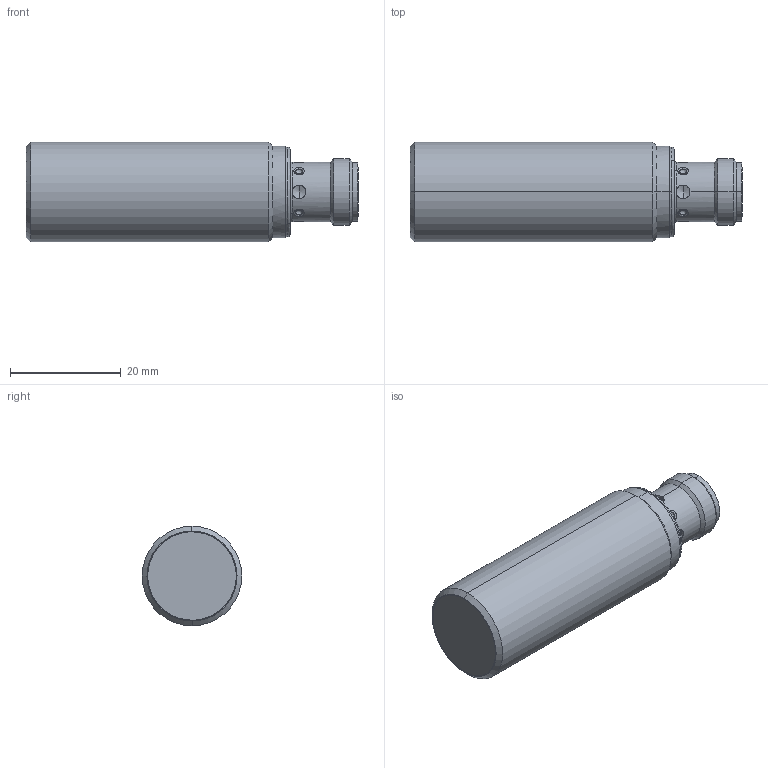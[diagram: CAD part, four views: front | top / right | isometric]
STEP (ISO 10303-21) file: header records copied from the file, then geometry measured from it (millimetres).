
FILE_DESCRIPTION (( 'STEP AP214' ), '1' );
FILE_NAME ('PNK-CP-4H.step', '2018-04-17T19:47:17', ( '' ), ( '' ), 'SwSTEP 2.0', 'SolidWorks 2017', '' );
FILE_SCHEMA (( 'AUTOMOTIVE_DESIGN' ));
Length unit declared in the file: inch
Products named in the file (1): PNK-CP-4H
Bounding box: 60 x 18 x 18 mm (x, y, z)
Volume: 12229 mm3; surface area: 9458 mm2
Topology: 1 solids, 6 shells, 1142 faces, 2791 edges, 1671 vertices
Faces by surface type: plane 751, cylinder 150, bspline 138, cone 103
Entity records: 37955 total; most frequent: CARTESIAN_POINT 12892, ORIENTED_EDGE 5558, DIRECTION 4760, EDGE_CURVE 2779, VERTEX_POINT 1667, AXIS2_PLACEMENT_3D 1635, VECTOR 1490, LINE 1490
